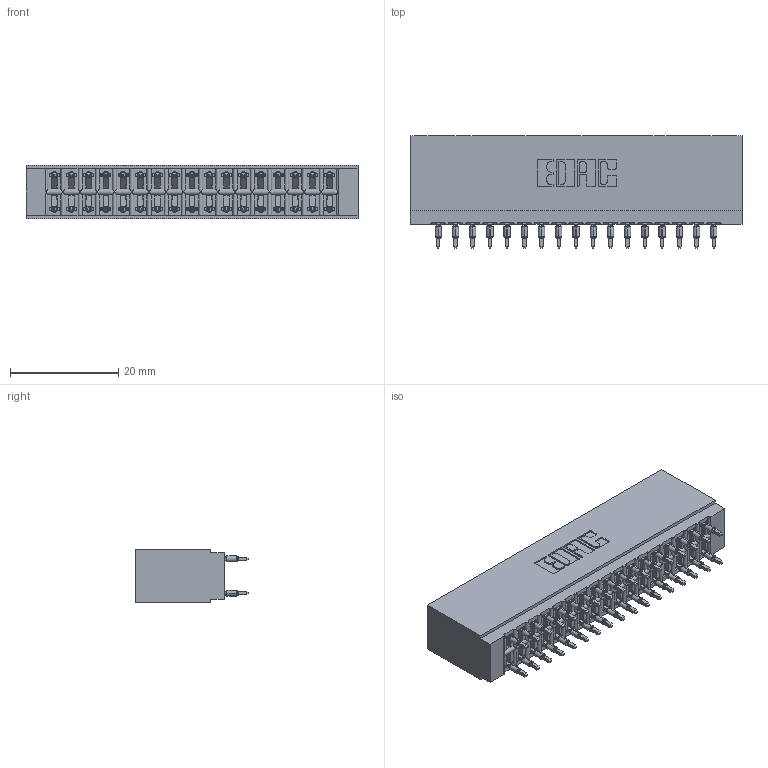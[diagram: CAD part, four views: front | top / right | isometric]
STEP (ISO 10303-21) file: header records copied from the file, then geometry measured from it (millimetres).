
FILE_DESCRIPTION (( 'STEP AP203' ), '1' );
FILE_NAME ('746-034-525-601.STEP', '2026-02-27T00:21:00', ( '' ), ( '' ), 'SwSTEP 2.0', 'SolidWorks 2023', '' );
FILE_SCHEMA (( 'CONFIG_CONTROL_DESIGN' ));
Length unit declared in the file: millimetre
Products named in the file (3): 746-034-525-601; 746 Part_.340 Slot Depth - 01; 746-292-001_525
Assembly tree (35 placements, depth 2):
  746-034-525-601
    746 Part_.340 Slot Depth - 01
    746-292-001_525  x34
Bounding box: 61.21 x 20.82 x 9.91 mm (x, y, z)
Volume: 7163 mm3; surface area: 9955.2 mm2
Topology: 35 solids, 35 shells, 3140 faces, 8627 edges, 5496 vertices
Faces by surface type: plane 1619, bspline 680, cylinder 637, torus 204
Entity records: 29759 total; most frequent: CARTESIAN_POINT 6135, ORIENTED_EDGE 5044, DIRECTION 4254, EDGE_CURVE 2522, LINE 2168, VECTOR 2168, VERTEX_POINT 1668, AXIS2_PLACEMENT_3D 1043
